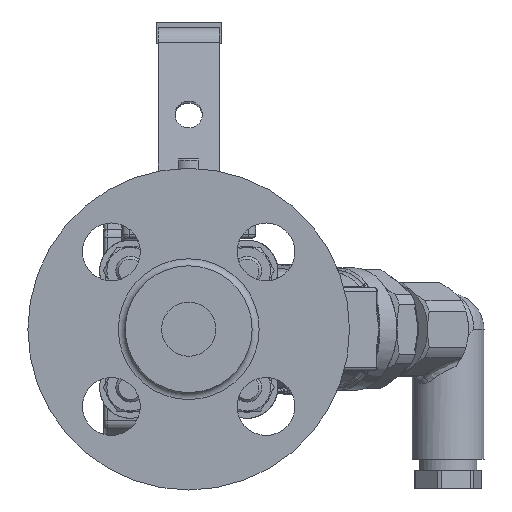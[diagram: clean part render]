
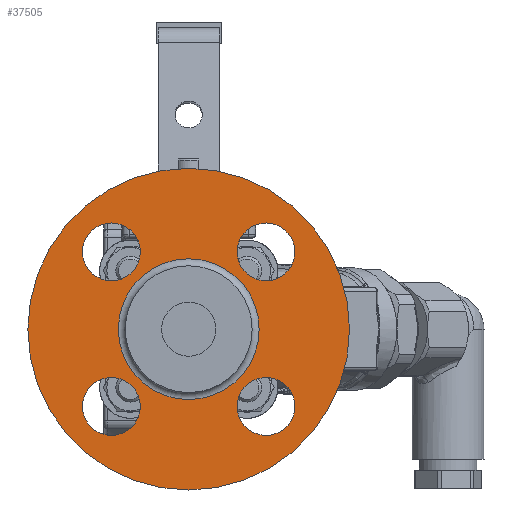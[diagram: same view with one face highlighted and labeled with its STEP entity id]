
A CAD part, left-side view. The second image highlights one B-rep face of the part: STEP entity #37505.
In plain terms, the highlighted planar face has unit normal (-1, 0, 0).
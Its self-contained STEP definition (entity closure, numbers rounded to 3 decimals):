
#3798=FACE_BOUND('',#8026,.T.);
#3799=FACE_BOUND('',#8027,.T.);
#3800=FACE_BOUND('',#8028,.T.);
#3801=FACE_BOUND('',#8029,.T.);
#3802=FACE_BOUND('',#8030,.T.);
#4302=PLANE('',#40693);
#5579=FACE_OUTER_BOUND('',#8025,.T.);
#8025=EDGE_LOOP('',(#28523));
#8026=EDGE_LOOP('',(#28524));
#8027=EDGE_LOOP('',(#28525));
#8028=EDGE_LOOP('',(#28526));
#8029=EDGE_LOOP('',(#28527));
#8030=EDGE_LOOP('',(#28528));
#13920=CIRCLE('',#40678,44.5);
#13922=CIRCLE('',#40682,8.);
#13924=CIRCLE('',#40685,8.);
#13926=CIRCLE('',#40688,8.);
#13928=CIRCLE('',#40691,8.);
#13930=CIRCLE('',#40694,19.486);
#16575=VERTEX_POINT('',#62133);
#16577=VERTEX_POINT('',#62141);
#16579=VERTEX_POINT('',#62147);
#16581=VERTEX_POINT('',#62153);
#16583=VERTEX_POINT('',#62159);
#16585=VERTEX_POINT('',#62165);
#20833=EDGE_CURVE('',#16575,#16575,#13920,.T.);
#20836=EDGE_CURVE('',#16577,#16577,#13922,.T.);
#20839=EDGE_CURVE('',#16579,#16579,#13924,.T.);
#20842=EDGE_CURVE('',#16581,#16581,#13926,.T.);
#20845=EDGE_CURVE('',#16583,#16583,#13928,.T.);
#20848=EDGE_CURVE('',#16585,#16585,#13930,.T.);
#28523=ORIENTED_EDGE('',*,*,#20833,.F.);
#28524=ORIENTED_EDGE('',*,*,#20836,.T.);
#28525=ORIENTED_EDGE('',*,*,#20839,.T.);
#28526=ORIENTED_EDGE('',*,*,#20842,.T.);
#28527=ORIENTED_EDGE('',*,*,#20845,.T.);
#28528=ORIENTED_EDGE('',*,*,#20848,.F.);
#37505=ADVANCED_FACE('',(#5579,#3798,#3799,#3800,#3801,#3802),#4302,.F.);
#40678=AXIS2_PLACEMENT_3D('',#62135,#47348,#47349);
#40682=AXIS2_PLACEMENT_3D('',#62142,#47357,#47358);
#40685=AXIS2_PLACEMENT_3D('',#62148,#47364,#47365);
#40688=AXIS2_PLACEMENT_3D('',#62154,#47371,#47372);
#40691=AXIS2_PLACEMENT_3D('',#62160,#47378,#47379);
#40693=AXIS2_PLACEMENT_3D('',#62164,#47383,#47384);
#40694=AXIS2_PLACEMENT_3D('',#62166,#47385,#47386);
#47348=DIRECTION('center_axis',(1.,0.,0.));
#47349=DIRECTION('ref_axis',(0.,0.,
-1.));
#47357=DIRECTION('center_axis',(1.,0.,0.));
#47358=DIRECTION('ref_axis',(0.,0.,
1.));
#47364=DIRECTION('center_axis',(1.,0.,0.));
#47365=DIRECTION('ref_axis',(0.,-1.,0.));
#47371=DIRECTION('center_axis',(1.,0.,0.));
#47372=DIRECTION('ref_axis',(0.,0.,
-1.));
#47378=DIRECTION('center_axis',(1.,0.,0.));
#47379=DIRECTION('ref_axis',(0.,1.,0.));
#47383=DIRECTION('center_axis',(1.,0.,0.));
#47384=DIRECTION('ref_axis',(0.,0.,
-1.));
#47385=DIRECTION('center_axis',(-1.,0.,0.));
#47386=DIRECTION('ref_axis',(0.,0.,
1.));
#62133=CARTESIAN_POINT('',(-282.036,18.833,42.983));
#62135=CARTESIAN_POINT('Origin',(-282.036,18.833,-1.517));
#62141=CARTESIAN_POINT('',(-282.036,40.223,11.873));
#62142=CARTESIAN_POINT('Origin',(-282.036,40.223,19.873));
#62147=CARTESIAN_POINT('',(-282.036,5.443,19.873));
#62148=CARTESIAN_POINT('Origin',(-282.036,-2.557,19.873));
#62153=CARTESIAN_POINT('',(-282.036,-2.557,-14.907));
#62154=CARTESIAN_POINT('Origin',(-282.036,-2.557,-22.907));
#62159=CARTESIAN_POINT('',(-282.036,32.223,-22.907));
#62160=CARTESIAN_POINT('Origin',(-282.036,40.223,-22.907));
#62164=CARTESIAN_POINT('Origin',(-282.036,18.833,-1.517));
#62165=CARTESIAN_POINT('',(-282.036,18.833,-21.004));
#62166=CARTESIAN_POINT('Origin',(-282.036,18.833,-1.517));
